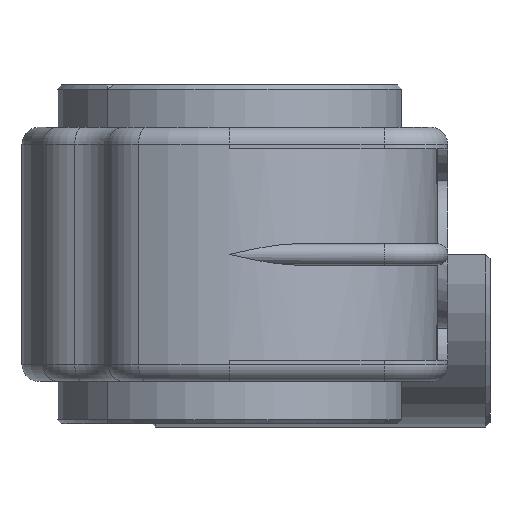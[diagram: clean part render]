
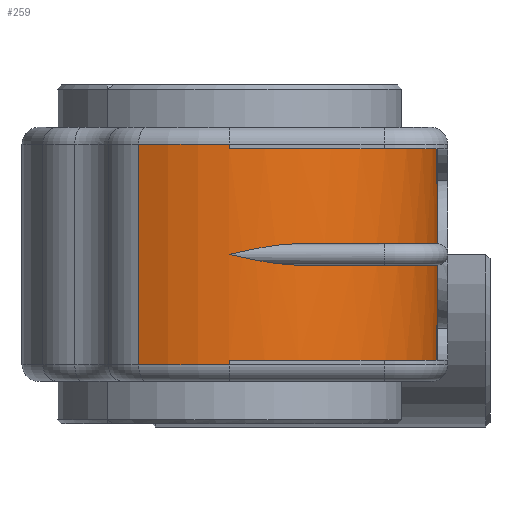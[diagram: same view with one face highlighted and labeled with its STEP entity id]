
A CAD part, left-side view. The second image highlights one B-rep face of the part: STEP entity #259.
In plain terms, the highlighted cylindrical face has radius 9.8 mm (diameter 19.6 mm), a partial arc.
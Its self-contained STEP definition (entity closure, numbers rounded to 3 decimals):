
#259 = ADVANCED_FACE( 'NONE', ( #562 ), #563, .T. );
#562 = FACE_OUTER_BOUND( '', #904, .T. );
#563 = CYLINDRICAL_SURFACE( '', #905, 9.8 );
#904 = EDGE_LOOP( '', ( #1573, #1574, #1575, #1576, #1577, #1578, #1579, #1580, #1581, #1582, #1583, #1584, #1585, #1586, #1587 ) );
#905 = AXIS2_PLACEMENT_3D( '', #1588, #1589, #1590 );
#1573 = ORIENTED_EDGE( '', *, *, #2188, .F. );
#1574 = ORIENTED_EDGE( '', *, *, #2234, .T. );
#1575 = ORIENTED_EDGE( '', *, *, #2044, .T. );
#1576 = ORIENTED_EDGE( '', *, *, #2235, .T. );
#1577 = ORIENTED_EDGE( '', *, *, #2004, .T. );
#1578 = ORIENTED_EDGE( '', *, *, #2157, .T. );
#1579 = ORIENTED_EDGE( '', *, *, #2236, .T. );
#1580 = ORIENTED_EDGE( '', *, *, #2217, .T. );
#1581 = ORIENTED_EDGE( '', *, *, #2103, .F. );
#1582 = ORIENTED_EDGE( '', *, *, #2237, .F. );
#1583 = ORIENTED_EDGE( '', *, *, #2078, .T. );
#1584 = ORIENTED_EDGE( '', *, *, #2077, .T. );
#1585 = ORIENTED_EDGE( '', *, *, #2202, .F. );
#1586 = ORIENTED_EDGE( '', *, *, #2238, .F. );
#1587 = ORIENTED_EDGE( '', *, *, #2112, .T. );
#1588 = CARTESIAN_POINT( '', ( -49.715, 4.3, 6. ) );
#1589 = DIRECTION( '', ( 0., 0., 1. ) );
#1590 = DIRECTION( '', ( -1., 0., 0. ) );
#2004 = EDGE_CURVE( 'NONE', #2385, #2386, #2387, .T. );
#2044 = EDGE_CURVE( 'NONE', #2454, #2452, #2455, .T. );
#2077 = EDGE_CURVE( 'NONE', #2509, #2506, #2510, .F. );
#2078 = EDGE_CURVE( 'NONE', #2511, #2509, #2512, .T. );
#2103 = EDGE_CURVE( 'NONE', #2550, #2548, #2552, .T. );
#2112 = EDGE_CURVE( 'NONE', #2561, #2563, #2565, .T. );
#2157 = EDGE_CURVE( 'NONE', #2386, #2631, #2632, .T. );
#2188 = EDGE_CURVE( 'NONE', #2677, #2563, #2679, .T. );
#2202 = EDGE_CURVE( 'NONE', #2643, #2506, #2697, .T. );
#2217 = EDGE_CURVE( 'NONE', #2715, #2548, #2716, .T. );
#2234 = EDGE_CURVE( 'NONE', #2677, #2454, #2736, .T. );
#2235 = EDGE_CURVE( 'NONE', #2452, #2385, #2737, .T. );
#2236 = EDGE_CURVE( 'NONE', #2631, #2715, #2738, .T. );
#2237 = EDGE_CURVE( 'NONE', #2511, #2550, #2739, .T. );
#2238 = EDGE_CURVE( 'NONE', #2561, #2643, #2740, .T. );
#2385 = VERTEX_POINT( 'NONE', #2913 );
#2386 = VERTEX_POINT( 'NONE', #2914 );
#2387 = CIRCLE( '', #2915, 9.8 );
#2452 = VERTEX_POINT( 'NONE', #2995 );
#2454 = VERTEX_POINT( 'NONE', #2997 );
#2455 = CIRCLE( '', #2998, 9.8 );
#2506 = VERTEX_POINT( 'NONE', #3064 );
#2509 = VERTEX_POINT( 'NONE', #3068 );
#2510 = B_SPLINE_CURVE_WITH_KNOTS( '', 3, ( #3069, #3070, #3071, #3072, #3073, #3074, #3075, #3076, #3077, #3078 ), .UNSPECIFIED., .F., .F., ( 4, 2, 2, 2, 4 ), ( 0.006, 0.007, 0.008, 0.009, 0.009 ), .UNSPECIFIED. );
#2511 = VERTEX_POINT( 'NONE', #3079 );
#2512 = B_SPLINE_CURVE_WITH_KNOTS( '', 3, ( #3080, #3081, #3082, #3083, #3084, #3085, #3086, #3087 ), .UNSPECIFIED., .F., .F., ( 4, 2, 2, 4 ), ( 0., 0.001, 0.002, 0.003 ), .UNSPECIFIED. );
#2548 = VERTEX_POINT( 'NONE', #3134 );
#2550 = VERTEX_POINT( 'NONE', #3136 );
#2552 = CIRCLE( '', #3139, 9.8 );
#2561 = VERTEX_POINT( 'NONE', #3152 );
#2563 = VERTEX_POINT( 'NONE', #3154 );
#2565 = LINE( '', #3156, #3157 );
#2631 = VERTEX_POINT( 'NONE', #3250 );
#2632 = LINE( '', #3251, #3252 );
#2643 = VERTEX_POINT( 'NONE', #3270 );
#2677 = VERTEX_POINT( 'NONE', #3315 );
#2679 = CIRCLE( '', #3318, 9.8 );
#2697 = CIRCLE( '', #3342, 9.8 );
#2715 = VERTEX_POINT( 'NONE', #3365 );
#2716 = LINE( '', #3366, #3367 );
#2736 = LINE( '', #3395, #3396 );
#2737 = LINE( '', #3397, #3398 );
#2738 = CIRCLE( '', #3399, 9.8 );
#2739 = CIRCLE( '', #3400, 9.8 );
#2740 = CIRCLE( '', #3401, 9.8 );
#2913 = CARTESIAN_POINT( '', ( -58.528, 8.585, -5.2 ) );
#2914 = CARTESIAN_POINT( '', ( -59.515, 4.3, -5.2 ) );
#2915 = AXIS2_PLACEMENT_3D( '', #3581, #3582, #3583 );
#2995 = CARTESIAN_POINT( '', ( -58.528, 8.585, 5.2 ) );
#2997 = CARTESIAN_POINT( '', ( -59.515, 4.3, 5.2 ) );
#2998 = AXIS2_PLACEMENT_3D( '', #3653, #3654, #3655 );
#3064 = CARTESIAN_POINT( '', ( -59.015, 1.21, 0.5 ) );
#3068 = CARTESIAN_POINT( '', ( -59.515, 4.3, 0. ) );
#3069 = CARTESIAN_POINT( '', ( -59.015, 1.21, 0.5 ) );
#3070 = CARTESIAN_POINT( '', ( -59.098, 1.461, 0.5 ) );
#3071 = CARTESIAN_POINT( '', ( -59.172, 1.715, 0.48 ) );
#3072 = CARTESIAN_POINT( '', ( -59.297, 2.229, 0.419 ) );
#3073 = CARTESIAN_POINT( '', ( -59.349, 2.488, 0.377 ) );
#3074 = CARTESIAN_POINT( '', ( -59.432, 3.005, 0.282 ) );
#3075 = CARTESIAN_POINT( '', ( -59.463, 3.263, 0.229 ) );
#3076 = CARTESIAN_POINT( '', ( -59.504, 3.78, 0.117 ) );
#3077 = CARTESIAN_POINT( '', ( -59.515, 4.041, 0.058 ) );
#3078 = CARTESIAN_POINT( '', ( -59.515, 4.3, 0. ) );
#3079 = CARTESIAN_POINT( '', ( -59.015, 1.21, -0.5 ) );
#3080 = CARTESIAN_POINT( '', ( -59.015, 1.21, -0.5 ) );
#3081 = CARTESIAN_POINT( '', ( -59.099, 1.463, -0.5 ) );
#3082 = CARTESIAN_POINT( '', ( -59.172, 1.718, -0.48 ) );
#3083 = CARTESIAN_POINT( '', ( -59.298, 2.232, -0.418 ) );
#3084 = CARTESIAN_POINT( '', ( -59.35, 2.491, -0.376 ) );
#3085 = CARTESIAN_POINT( '', ( -59.474, 3.264, -0.235 ) );
#3086 = CARTESIAN_POINT( '', ( -59.515, 3.781, -0.117 ) );
#3087 = CARTESIAN_POINT( '', ( -59.515, 4.3, 0. ) );
#3134 = CARTESIAN_POINT( '', ( -46.812, -5.06, -0.5 ) );
#3136 = CARTESIAN_POINT( '', ( -49.715, -5.5, -0.5 ) );
#3139 = AXIS2_PLACEMENT_3D( '', #3740, #3741, #3742 );
#3152 = CARTESIAN_POINT( '', ( -46.812, -5.06, 0.5 ) );
#3154 = CARTESIAN_POINT( '', ( -46.812, -5.06, 5. ) );
#3156 = CARTESIAN_POINT( '', ( -46.812, -5.06, 6. ) );
#3157 = VECTOR( '', #3758, 1000. );
#3250 = CARTESIAN_POINT( '', ( -59.515, 4.3, -5. ) );
#3251 = CARTESIAN_POINT( '', ( -59.515, 4.3, 6. ) );
#3252 = VECTOR( '', #3821, 1000. );
#3270 = CARTESIAN_POINT( '', ( -49.715, -5.5, 0.5 ) );
#3315 = CARTESIAN_POINT( '', ( -59.515, 4.3, 5. ) );
#3318 = AXIS2_PLACEMENT_3D( '', #3856, #3857, #3858 );
#3342 = AXIS2_PLACEMENT_3D( '', #3877, #3878, #3879 );
#3365 = CARTESIAN_POINT( '', ( -46.812, -5.06, -5. ) );
#3366 = CARTESIAN_POINT( '', ( -46.812, -5.06, 6. ) );
#3367 = VECTOR( '', #3897, 1000. );
#3395 = CARTESIAN_POINT( '', ( -59.515, 4.3, 6. ) );
#3396 = VECTOR( '', #3915, 1000. );
#3397 = CARTESIAN_POINT( '', ( -58.528, 8.585, 6. ) );
#3398 = VECTOR( '', #3916, 1000. );
#3399 = AXIS2_PLACEMENT_3D( '', #3917, #3918, #3919 );
#3400 = AXIS2_PLACEMENT_3D( '', #3920, #3921, #3922 );
#3401 = AXIS2_PLACEMENT_3D( '', #3923, #3924, #3925 );
#3581 = CARTESIAN_POINT( '', ( -49.715, 4.3, -5.2 ) );
#3582 = DIRECTION( '', ( 0., 0., 1. ) );
#3583 = DIRECTION( '', ( 1., 0., 0. ) );
#3653 = CARTESIAN_POINT( '', ( -49.715, 4.3, 5.2 ) );
#3654 = DIRECTION( '', ( 0., 0., -1. ) );
#3655 = DIRECTION( '', ( 1., 0., 0. ) );
#3740 = CARTESIAN_POINT( '', ( -49.715, 4.3, -0.5 ) );
#3741 = DIRECTION( '', ( 0., 0., 1. ) );
#3742 = DIRECTION( '', ( -1., 0., 0. ) );
#3758 = DIRECTION( '', ( 0., 0., 1. ) );
#3821 = DIRECTION( '', ( 0., 0., 1. ) );
#3856 = CARTESIAN_POINT( '', ( -49.715, 4.3, 5. ) );
#3857 = DIRECTION( '', ( 0., 0., 1. ) );
#3858 = DIRECTION( '', ( -1., 0., 0. ) );
#3877 = CARTESIAN_POINT( '', ( -49.715, 4.3, 0.5 ) );
#3878 = DIRECTION( '', ( 0., 0., -1. ) );
#3879 = DIRECTION( '', ( 1., 0., 0. ) );
#3897 = DIRECTION( '', ( 0., 0., 1. ) );
#3915 = DIRECTION( '', ( 0., 0., 1. ) );
#3916 = DIRECTION( '', ( 0., 0., -1. ) );
#3917 = CARTESIAN_POINT( '', ( -49.715, 4.3, -5. ) );
#3918 = DIRECTION( '', ( 0., 0., 1. ) );
#3919 = DIRECTION( '', ( -1., 0., 0. ) );
#3920 = CARTESIAN_POINT( '', ( -49.715, 4.3, -0.5 ) );
#3921 = DIRECTION( '', ( 0., 0., 1. ) );
#3922 = DIRECTION( '', ( -1., 0., 0. ) );
#3923 = CARTESIAN_POINT( '', ( -49.715, 4.3, 0.5 ) );
#3924 = DIRECTION( '', ( 0., 0., -1. ) );
#3925 = DIRECTION( '', ( 1., 0., 0. ) );
